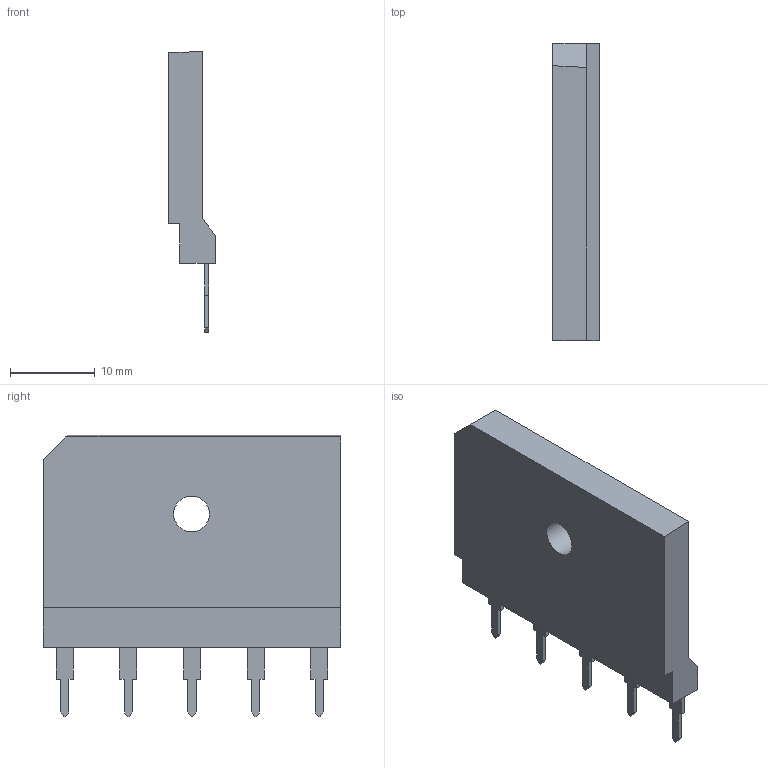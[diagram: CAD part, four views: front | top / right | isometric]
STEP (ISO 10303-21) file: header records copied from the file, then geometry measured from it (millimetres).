
FILE_DESCRIPTION(('FreeCAD Model'),'2;1');
FILE_NAME('Diode_Bridge_IXYS_GUFP.step','2020-06-28T05:04:40',('kicad StepUp'),( 'ksu MCAD'),'Open CASCADE STEP processor 7.3','FreeCAD','Unknown');
FILE_SCHEMA(('AUTOMOTIVE_DESIGN { 1 0 10303 214 1 1 1 1 }'));
Length unit declared in the file: millimetre
Products named in the file (1): Diode_Bridge_IXYS_GUFP
Bounding box: 5.5 x 35 x 33.16 mm (x, y, z)
Volume: 3456.6 mm3; surface area: 2470.5 mm2
Topology: 6 solids, 6 shells, 72 faces, 180 edges, 120 vertices
Faces by surface type: plane 71, cylinder 1
Full cylindrical faces by diameter (mm): 4.2 x1
Entity records: 2617 total; most frequent: CARTESIAN_POINT 373, ORIENTED_EDGE 360, DIRECTION 328, EDGE_CURVE 180, LINE 178, VECTOR 178, VERTEX_POINT 120, AXIS2_PLACEMENT_3D 75
